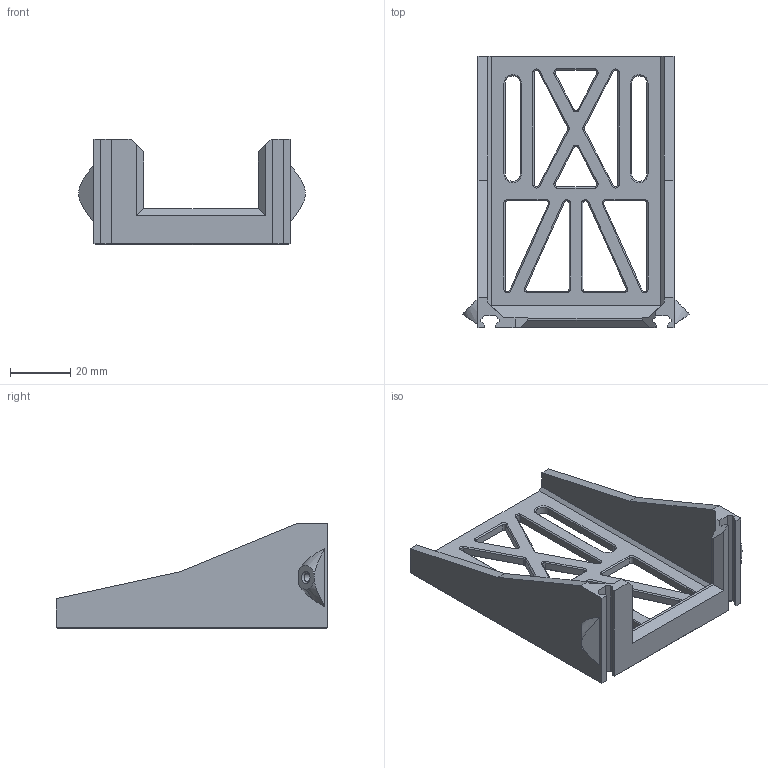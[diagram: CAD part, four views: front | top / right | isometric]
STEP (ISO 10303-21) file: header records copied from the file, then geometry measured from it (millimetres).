
FILE_DESCRIPTION(('FreeCAD Model'),'2;1');
FILE_NAME('Open CASCADE Shape Model','2023-02-02T18:03:26',(''),(''), 'Open CASCADE STEP processor 7.6','FreeCAD','Unknown');
FILE_SCHEMA(('AUTOMOTIVE_DESIGN { 1 0 10303 214 1 1 1 1 }'));
Length unit declared in the file: millimetre
Products named in the file (1): bracket__+mesh
Bounding box: 75.23 x 90 x 35 mm (x, y, z)
Volume: 26466.5 mm3; surface area: 19831.1 mm2
Topology: 1 solids, 1 shells, 257 faces, 613 edges, 362 vertices
Faces by surface type: plane 163, cone 64, cylinder 30
Full cylindrical faces by diameter (mm): 2.8 x2
Entity records: 7285 total; most frequent: DIRECTION 1263, CARTESIAN_POINT 1233, ORIENTED_EDGE 1226, EDGE_CURVE 613, LINE 479, VECTOR 479, AXIS2_PLACEMENT_3D 392, VERTEX_POINT 362
